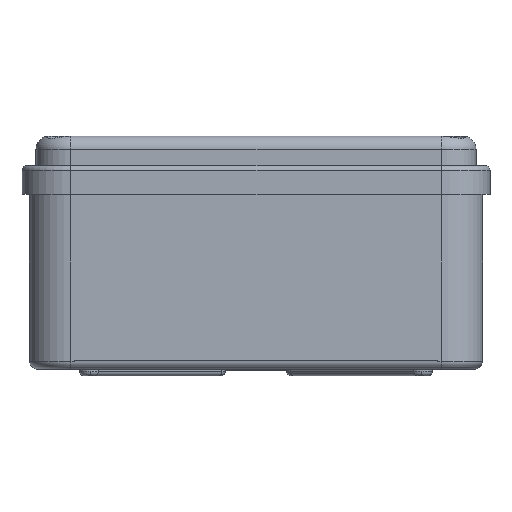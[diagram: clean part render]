
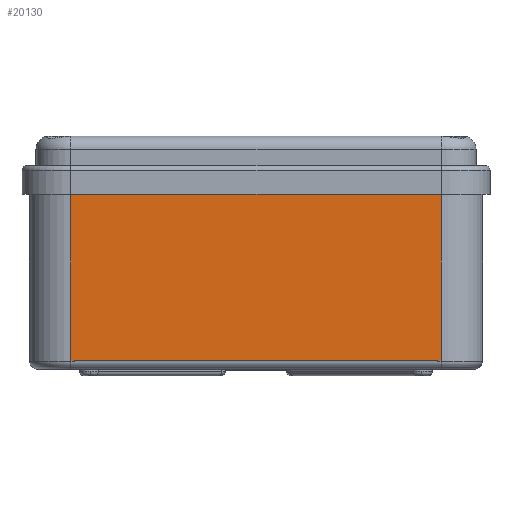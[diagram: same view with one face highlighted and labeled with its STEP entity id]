
A CAD part, left-side view. The second image highlights one B-rep face of the part: STEP entity #20130.
In plain terms, the highlighted planar face has unit normal (-1, 0, 0).
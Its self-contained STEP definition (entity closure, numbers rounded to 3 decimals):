
#162 = LINE ( 'NONE', #16934, #19908 ) ;
#661 = EDGE_LOOP ( 'NONE', ( #14096, #17551, #16479, #1333, #6476, #773, #9715, #11078 ) ) ;
#773 = ORIENTED_EDGE ( 'NONE', *, *, #15667, .T. ) ;
#866 = VERTEX_POINT ( 'NONE', #5041 ) ;
#1269 = EDGE_CURVE ( 'NONE', #5671, #866, #8399, .T. ) ;
#1276 = DIRECTION ( 'NONE',  ( 0., 0., -1. ) ) ;
#1333 = ORIENTED_EDGE ( 'NONE', *, *, #7072, .T. ) ;
#1927 = DIRECTION ( 'NONE',  ( 0., -1., 0. ) ) ;
#2281 = LINE ( 'NONE', #7438, #14705 ) ;
#2652 = CARTESIAN_POINT ( 'NONE',  ( -51.8, -42.3, 45. ) ) ;
#3414 = AXIS2_PLACEMENT_3D ( 'NONE', #8164, #6519, #16169 ) ;
#3907 = CARTESIAN_POINT ( 'NONE',  ( -51.8, -42.3, 1.8 ) ) ;
#4149 = DIRECTION ( 'NONE',  ( 0., -1., 0. ) ) ;
#4168 = EDGE_CURVE ( 'NONE', #11436, #16674, #14494, .T. ) ;
#4470 = VERTEX_POINT ( 'NONE', #12159 ) ;
#4612 = CARTESIAN_POINT ( 'NONE',  ( -51.8, 41.5, 2. ) ) ;
#4988 = FACE_OUTER_BOUND ( 'NONE', #661, .T. ) ;
#5041 = CARTESIAN_POINT ( 'NONE',  ( -51.8, -41.5, 1.8 ) ) ;
#5522 = DIRECTION ( 'NONE',  ( 0., -1., 0. ) ) ;
#5671 = VERTEX_POINT ( 'NONE', #9552 ) ;
#6219 = CARTESIAN_POINT ( 'NONE',  ( -51.8, 42.3, 1.8 ) ) ;
#6476 = ORIENTED_EDGE ( 'NONE', *, *, #12032, .F. ) ;
#6519 = DIRECTION ( 'NONE',  ( 1., 0., 0. ) ) ;
#7072 = EDGE_CURVE ( 'NONE', #13195, #4470, #8815, .T. ) ;
#7080 = DIRECTION ( 'NONE',  ( 0., 0., -1. ) ) ;
#7438 = CARTESIAN_POINT ( 'NONE',  ( -51.8, -42.3, 1.8 ) ) ;
#8164 = CARTESIAN_POINT ( 'NONE',  ( -51.8, 51.8, 45. ) ) ;
#8294 = CARTESIAN_POINT ( 'NONE',  ( -51.8, -41.5, 40. ) ) ;
#8399 = LINE ( 'NONE', #8294, #9251 ) ;
#8465 = DIRECTION ( 'NONE',  ( 0., 0., -1. ) ) ;
#8547 = EDGE_CURVE ( 'NONE', #16674, #13195, #11751, .T. ) ;
#8815 = LINE ( 'NONE', #10898, #10093 ) ;
#9251 = VECTOR ( 'NONE', #7080, 1000. ) ;
#9552 = CARTESIAN_POINT ( 'NONE',  ( -51.8, -41.5, 2. ) ) ;
#9715 = ORIENTED_EDGE ( 'NONE', *, *, #1269, .T. ) ;
#9926 = LINE ( 'NONE', #13210, #13001 ) ;
#10093 = VECTOR ( 'NONE', #5522, 1000. ) ;
#10510 = CARTESIAN_POINT ( 'NONE',  ( -51.8, -42.3, 44.5 ) ) ;
#10543 = LINE ( 'NONE', #2652, #14424 ) ;
#10898 = CARTESIAN_POINT ( 'NONE',  ( -51.8, 41.5, 1.8 ) ) ;
#11078 = ORIENTED_EDGE ( 'NONE', *, *, #14194, .T. ) ;
#11436 = VERTEX_POINT ( 'NONE', #10510 ) ;
#11574 = VERTEX_POINT ( 'NONE', #4612 ) ;
#11751 = LINE ( 'NONE', #16588, #14906 ) ;
#12032 = EDGE_CURVE ( 'NONE', #11574, #4470, #9926, .T. ) ;
#12159 = CARTESIAN_POINT ( 'NONE',  ( -51.8, 41.5, 1.8 ) ) ;
#12639 = DIRECTION ( 'NONE',  ( 0., 0., 1. ) ) ;
#13001 = VECTOR ( 'NONE', #1276, 1000. ) ;
#13195 = VERTEX_POINT ( 'NONE', #6219 ) ;
#13210 = CARTESIAN_POINT ( 'NONE',  ( -51.8, 41.5, 40. ) ) ;
#14096 = ORIENTED_EDGE ( 'NONE', *, *, #19242, .T. ) ;
#14194 = EDGE_CURVE ( 'NONE', #866, #19939, #2281, .T. ) ;
#14424 = VECTOR ( 'NONE', #12639, 1000. ) ;
#14494 = LINE ( 'NONE', #17140, #19879 ) ;
#14705 = VECTOR ( 'NONE', #4149, 1000. ) ;
#14906 = VECTOR ( 'NONE', #8465, 1000. ) ;
#15219 = CARTESIAN_POINT ( 'NONE',  ( -51.8, 42.3, 44.5 ) ) ;
#15667 = EDGE_CURVE ( 'NONE', #11574, #5671, #162, .T. ) ;
#16169 = DIRECTION ( 'NONE',  ( 0., 0., 1. ) ) ;
#16479 = ORIENTED_EDGE ( 'NONE', *, *, #8547, .T. ) ;
#16588 = CARTESIAN_POINT ( 'NONE',  ( -51.8, 42.3, 45. ) ) ;
#16594 = PLANE ( 'NONE',  #3414 ) ;
#16674 = VERTEX_POINT ( 'NONE', #15219 ) ;
#16934 = CARTESIAN_POINT ( 'NONE',  ( -51.8, 51.8, 2. ) ) ;
#17140 = CARTESIAN_POINT ( 'NONE',  ( -51.8, 42.3, 44.5 ) ) ;
#17551 = ORIENTED_EDGE ( 'NONE', *, *, #4168, .T. ) ;
#19242 = EDGE_CURVE ( 'NONE', #19939, #11436, #10543, .T. ) ;
#19303 = DIRECTION ( 'NONE',  ( 0., 1., 0. ) ) ;
#19879 = VECTOR ( 'NONE', #19303, 1000. ) ;
#19908 = VECTOR ( 'NONE', #1927, 1000. ) ;
#19939 = VERTEX_POINT ( 'NONE', #3907 ) ;
#20130 = ADVANCED_FACE ( 'NONE', ( #4988 ), #16594, .F. ) ;
